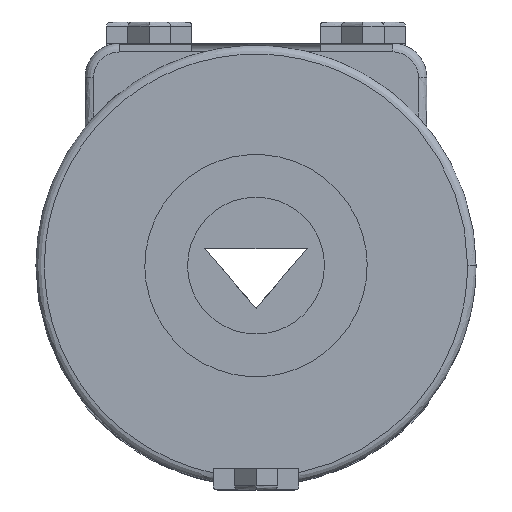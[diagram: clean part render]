
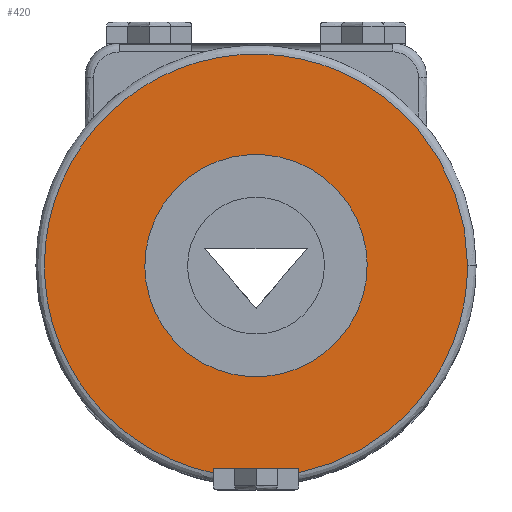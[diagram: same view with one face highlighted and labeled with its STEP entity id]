
A CAD part, front view. The second image highlights one B-rep face of the part: STEP entity #420.
In plain terms, the highlighted planar face has unit normal (0, -1, 0).
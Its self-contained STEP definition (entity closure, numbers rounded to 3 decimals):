
#82=PLANE('',#7747);
#290=FACE_BOUND('',#1446,.T.);
#420=ADVANCED_FACE('',(#927,#290),#82,.T.);
#927=FACE_OUTER_BOUND('',#1445,.T.);
#1445=EDGE_LOOP('',(#2419,#2420,#2421,#2422,#2423));
#1446=EDGE_LOOP('',(#2424,#2425));
#2419=ORIENTED_EDGE('',*,*,#4482,.T.);
#2420=ORIENTED_EDGE('',*,*,#4499,.T.);
#2421=ORIENTED_EDGE('',*,*,#4434,.T.);
#2422=ORIENTED_EDGE('',*,*,#4483,.T.);
#2423=ORIENTED_EDGE('',*,*,#4481,.F.);
#2424=ORIENTED_EDGE('',*,*,#4429,.T.);
#2425=ORIENTED_EDGE('',*,*,#4515,.T.);
#4429=EDGE_CURVE('',#6722,#6774,#5438,.T.);
#4434=EDGE_CURVE('',#6725,#6761,#5443,.T.);
#4481=EDGE_CURVE('',#6758,#6759,#5975,.T.);
#4482=EDGE_CURVE('',#6758,#6760,#5976,.T.);
#4483=EDGE_CURVE('',#6761,#6759,#5977,.T.);
#4499=EDGE_CURVE('',#6760,#6725,#5478,.T.);
#4515=EDGE_CURVE('',#6774,#6722,#5493,.T.);
#5438=(
BOUNDED_CURVE()
B_SPLINE_CURVE(2,(#10842,#10843,#10844,#10845,#10846),.UNSPECIFIED.,.F.,
 .F.)
B_SPLINE_CURVE_WITH_KNOTS((3,2,3),(0.,40.841,81.681),
 .UNSPECIFIED.)
CURVE()
GEOMETRIC_REPRESENTATION_ITEM()
RATIONAL_B_SPLINE_CURVE((1.,0.707,1.,0.707,1.))
REPRESENTATION_ITEM('')
);
#5443=(
BOUNDED_CURVE()
B_SPLINE_CURVE(3,(#10862,#10863,#10864,#10865,#10866,#10867,#10868,#10869,
#10870,#10871,#10872,#10873,#10874,#10875,#10876,#10877,#10878,#10879,#10880,
#10881,#10882,#10883,#10884,#10885,#10886,#10887,#10888,#10889,#10890,#10891,
#10892,#10893,#10894,#10895,#10896,#10897,#10898,#10899,#10900,#10901,#10902,
#10903,#10904,#10905,#10906,#10907,#10908,#10909,#10910,#10911,#10912,#10913,
#10914,#10915,#10916),.UNSPECIFIED.,.F.,.F.)
B_SPLINE_CURVE_WITH_KNOTS((4,3,3,3,3,3,3,3,3,3,3,3,3,3,3,3,3,3,4),(0.,13.498,
23.934,38.877,53.82,64.256,77.754,
91.253,101.688,116.631,131.574,142.01,
155.508,169.007,179.443,194.385,209.328,
219.764,223.193),.UNSPECIFIED.)
CURVE()
GEOMETRIC_REPRESENTATION_ITEM()
RATIONAL_B_SPLINE_CURVE((1.,1.,1.,1.,1.,1.,1.,1.,1.,1.,1.,1.,1.,1.,1.,1.,
1.,1.,1.,1.,
1.,1.,1.,1.,1.,1.,1.,1.,1.,
1.,1.,1.,1.,1.,1.,1.,1.,1.,1.,1.,1.,1.,1.,1.,1.,1.,1.,1.,1.,1.,1.,1.,1.,
1.,1.))
REPRESENTATION_ITEM('')
);
#5478=(
BOUNDED_CURVE()
B_SPLINE_CURVE(3,(#11161,#11162,#11163,#11164,#11165,#11166,#11167,#11168,
#11169),.UNSPECIFIED.,.F.,.F.)
B_SPLINE_CURVE_WITH_KNOTS((4,1,1,1,1,1,4),(243.332,246.761,
257.197,272.139,287.082,297.518,311.016),
 .UNSPECIFIED.)
CURVE()
GEOMETRIC_REPRESENTATION_ITEM()
RATIONAL_B_SPLINE_CURVE((1.,1.,1.,1.,1.,1.,1.,
1.,1.))
REPRESENTATION_ITEM('')
);
#5493=(
BOUNDED_CURVE()
B_SPLINE_CURVE(2,(#11244,#11245,#11246,#11247,#11248),.UNSPECIFIED.,.F.,
 .F.)
B_SPLINE_CURVE_WITH_KNOTS((3,2,3),(81.681,122.522,163.363),
 .UNSPECIFIED.)
CURVE()
GEOMETRIC_REPRESENTATION_ITEM()
RATIONAL_B_SPLINE_CURVE((1.,0.707,1.,0.707,1.))
REPRESENTATION_ITEM('')
);
#5975=B_SPLINE_CURVE_WITH_KNOTS('',1,(#11082,#11083),.UNSPECIFIED.,.F.,.F.,
(2,2),(0.,20.),.UNSPECIFIED.);
#5976=B_SPLINE_CURVE_WITH_KNOTS('',1,(#11084,#11085),.UNSPECIFIED.,.F.,.F.,
(2,2),(0.,1.175),.UNSPECIFIED.);
#5977=B_SPLINE_CURVE_WITH_KNOTS('',1,(#11086,#11087),.UNSPECIFIED.,.F.,.F.,
(2,2),(-48.479,-47.5),.UNSPECIFIED.);
#6722=VERTEX_POINT('',#10740);
#6725=VERTEX_POINT('',#10743);
#6758=VERTEX_POINT('',#10776);
#6759=VERTEX_POINT('',#10777);
#6760=VERTEX_POINT('',#10778);
#6761=VERTEX_POINT('',#10779);
#6774=VERTEX_POINT('',#10792);
#7747=AXIS2_PLACEMENT_3D('',#10713,#7960,$);
#7960=DIRECTION('',(0.,-1.,0.));
#10713=CARTESIAN_POINT('',(-64.375,4.,-67.575));
#10740=CARTESIAN_POINT('',(26.,4.,-3.2));
#10743=CARTESIAN_POINT('',(49.5,4.,-3.2));
#10776=CARTESIAN_POINT('',(10.,4.,-50.7));
#10777=CARTESIAN_POINT('',(-10.,4.,-50.7));
#10778=CARTESIAN_POINT('',(10.,4.,-51.679));
#10779=CARTESIAN_POINT('',(-10.,4.,-51.679));
#10792=CARTESIAN_POINT('',(-26.,4.,-3.2));
#10842=CARTESIAN_POINT('',(26.,4.,-3.2));
#10843=CARTESIAN_POINT('',(26.,4.,-29.2));
#10844=CARTESIAN_POINT('',(0.,4.,-29.2));
#10845=CARTESIAN_POINT('',(-26.,4.,-29.2));
#10846=CARTESIAN_POINT('',(-26.,4.,-3.2));
#10862=CARTESIAN_POINT('',(49.5,4.,-3.2));
#10863=CARTESIAN_POINT('',(49.502,4.,1.3));
#10864=CARTESIAN_POINT('',(48.882,4.,5.799));
#10865=CARTESIAN_POINT('',(47.671,4.,10.132));
#10866=CARTESIAN_POINT('',(46.734,4.,13.482));
#10867=CARTESIAN_POINT('',(45.443,4.,16.733));
#10868=CARTESIAN_POINT('',(43.826,4.,19.813));
#10869=CARTESIAN_POINT('',(41.51,4.,24.222));
#10870=CARTESIAN_POINT('',(38.524,4.,28.281));
#10871=CARTESIAN_POINT('',(35.002,4.,31.802));
#10872=CARTESIAN_POINT('',(31.48,4.,35.324));
#10873=CARTESIAN_POINT('',(27.422,4.,38.31));
#10874=CARTESIAN_POINT('',(23.013,4.,40.626));
#10875=CARTESIAN_POINT('',(19.933,4.,42.243));
#10876=CARTESIAN_POINT('',(16.682,4.,43.534));
#10877=CARTESIAN_POINT('',(13.332,4.,44.471));
#10878=CARTESIAN_POINT('',(8.999,4.,45.682));
#10879=CARTESIAN_POINT('',(4.499,4.,46.301));
#10880=CARTESIAN_POINT('',(0.,4.,46.301));
#10881=CARTESIAN_POINT('',(-4.499,4.,46.301));
#10882=CARTESIAN_POINT('',(-8.999,4.,45.683));
#10883=CARTESIAN_POINT('',(-13.332,4.,44.471));
#10884=CARTESIAN_POINT('',(-16.682,4.,43.535));
#10885=CARTESIAN_POINT('',(-19.933,4.,42.243));
#10886=CARTESIAN_POINT('',(-23.013,4.,40.626));
#10887=CARTESIAN_POINT('',(-27.422,4.,38.31));
#10888=CARTESIAN_POINT('',(-31.48,4.,35.324));
#10889=CARTESIAN_POINT('',(-35.002,4.,31.802));
#10890=CARTESIAN_POINT('',(-38.524,4.,28.281));
#10891=CARTESIAN_POINT('',(-41.51,4.,24.222));
#10892=CARTESIAN_POINT('',(-43.826,4.,19.813));
#10893=CARTESIAN_POINT('',(-45.443,4.,16.733));
#10894=CARTESIAN_POINT('',(-46.734,4.,13.482));
#10895=CARTESIAN_POINT('',(-47.671,4.,10.132));
#10896=CARTESIAN_POINT('',(-48.882,4.,5.799));
#10897=CARTESIAN_POINT('',(-49.501,4.,1.299));
#10898=CARTESIAN_POINT('',(-49.501,4.,-3.2));
#10899=CARTESIAN_POINT('',(-49.501,4.,-7.699));
#10900=CARTESIAN_POINT('',(-48.883,4.,-12.199));
#10901=CARTESIAN_POINT('',(-47.671,4.,-16.532));
#10902=CARTESIAN_POINT('',(-46.735,4.,-19.882));
#10903=CARTESIAN_POINT('',(-45.443,4.,-23.133));
#10904=CARTESIAN_POINT('',(-43.826,4.,-26.213));
#10905=CARTESIAN_POINT('',(-41.51,4.,-30.622));
#10906=CARTESIAN_POINT('',(-38.524,4.,-34.68));
#10907=CARTESIAN_POINT('',(-35.002,4.,-38.202));
#10908=CARTESIAN_POINT('',(-31.481,4.,-41.724));
#10909=CARTESIAN_POINT('',(-27.422,4.,-44.71));
#10910=CARTESIAN_POINT('',(-23.013,4.,-47.026));
#10911=CARTESIAN_POINT('',(-19.933,4.,-48.643));
#10912=CARTESIAN_POINT('',(-16.682,4.,-49.934));
#10913=CARTESIAN_POINT('',(-13.332,4.,-50.871));
#10914=CARTESIAN_POINT('',(-12.231,4.,-51.179));
#10915=CARTESIAN_POINT('',(-11.12,4.,-51.448));
#10916=CARTESIAN_POINT('',(-10.,4.,-51.679));
#11082=CARTESIAN_POINT('',(10.,4.,-50.7));
#11083=CARTESIAN_POINT('',(-10.,4.,-50.7));
#11084=CARTESIAN_POINT('',(10.,4.,-50.7));
#11085=CARTESIAN_POINT('',(10.,4.,-51.679));
#11086=CARTESIAN_POINT('',(-10.,4.,-51.679));
#11087=CARTESIAN_POINT('',(-10.,4.,-50.7));
#11161=CARTESIAN_POINT('',(10.,4.,-51.679));
#11162=CARTESIAN_POINT('',(11.12,4.,-51.448));
#11163=CARTESIAN_POINT('',(15.614,4.,-50.359));
#11164=CARTESIAN_POINT('',(24.588,4.,-46.795));
#11165=CARTESIAN_POINT('',(35.539,4.,-38.739));
#11166=CARTESIAN_POINT('',(43.595,4.,-27.788));
#11167=CARTESIAN_POINT('',(48.404,4.,-15.677));
#11168=CARTESIAN_POINT('',(49.502,4.,-7.7));
#11169=CARTESIAN_POINT('',(49.5,4.,-3.2));
#11244=CARTESIAN_POINT('',(-26.,4.,-3.2));
#11245=CARTESIAN_POINT('',(-26.,4.,22.8));
#11246=CARTESIAN_POINT('',(0.,4.,22.8));
#11247=CARTESIAN_POINT('',(26.,4.,22.8));
#11248=CARTESIAN_POINT('',(26.,4.,-3.2));
